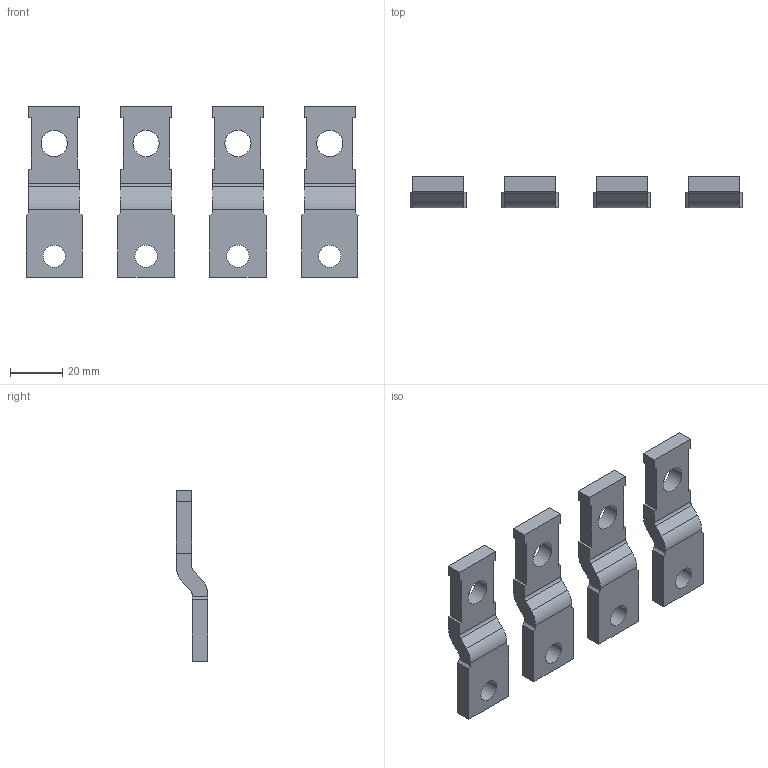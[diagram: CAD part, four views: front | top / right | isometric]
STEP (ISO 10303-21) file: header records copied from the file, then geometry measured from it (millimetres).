
FILE_DESCRIPTION(('CATIA V5 STEP Exchange'),'2;1');
FILE_NAME('1SDH001295R0674_1PA_001_00_XT4_4P_FIXED_EF_SUP.stp','2014-11-11T15:33:29+00:00',('none'),('none'),'CATIA Version 5 Release 20 SP 1 (IN-10)','CATIA V5 STEP AP214','none');
FILE_SCHEMA(('AUTOMOTIVE_DESIGN { 1 0 10303 214 1 1 1 1 }'));
Length unit declared in the file: millimetre
Products named in the file (1): 1SDH001295R0674_1PA_001_00_XT4_4P_FIXED_EF_SUP
Bounding box: 126.5 x 12 x 65 mm (x, y, z)
Volume: 28351 mm3; surface area: 15163.7 mm2
Topology: 4 solids, 4 shells, 120 faces, 336 edges, 224 vertices
Faces by surface type: plane 88, cylinder 32
Entity records: 3525 total; most frequent: ORIENTED_EDGE 672, CARTESIAN_POINT 616, DIRECTION 446, EDGE_CURVE 336, VECTOR 272, LINE 272, VERTEX_POINT 224, EDGE_LOOP 136
